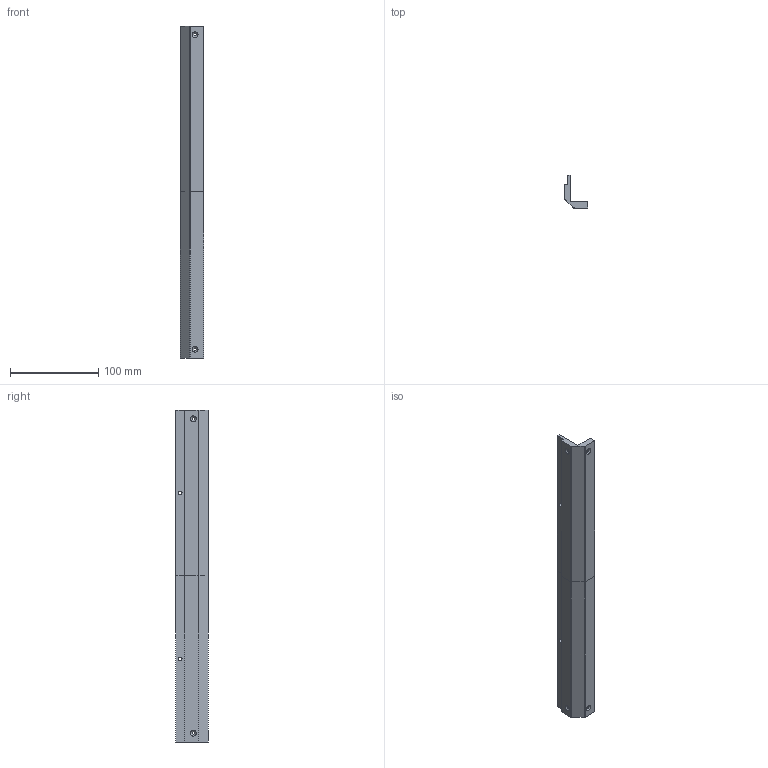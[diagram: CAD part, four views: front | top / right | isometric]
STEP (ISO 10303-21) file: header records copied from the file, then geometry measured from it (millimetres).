
FILE_DESCRIPTION (( 'STEP AP214' ), '1' );
FILE_NAME ('280ExtrusionCoverHINGE.STEP', '2025-09-18T19:07:58', ( '' ), ( '' ), 'SwSTEP 2.0', 'SolidWorks 2024', '' );
FILE_SCHEMA (( 'AUTOMOTIVE_DESIGN' ));
Length unit declared in the file: millimetre
Products named in the file (1): 280ExtrusionCoverHINGE
Bounding box: 27 x 37 x 376.9 mm (x, y, z)
Volume: 109418.2 mm3; surface area: 47882.5 mm2
Topology: 2 solids, 2 shells, 86 faces, 214 edges, 140 vertices
Faces by surface type: plane 46, cylinder 32, cone 8
Entity records: 3326 total; most frequent: DIRECTION 460, CARTESIAN_POINT 441, ORIENTED_EDGE 428, EDGE_CURVE 214, AXIS2_PLACEMENT_3D 159, LINE 142, VECTOR 142, VERTEX_POINT 140
